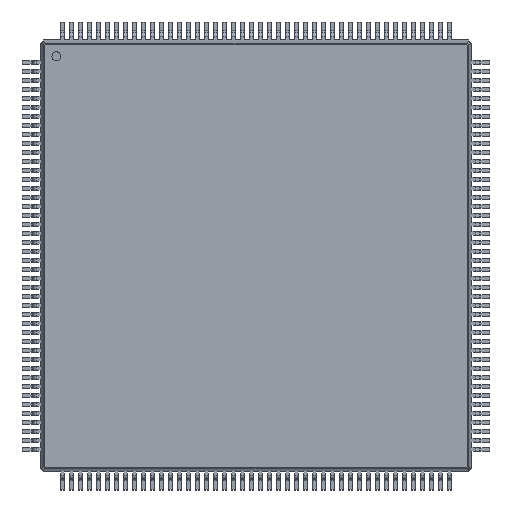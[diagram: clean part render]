
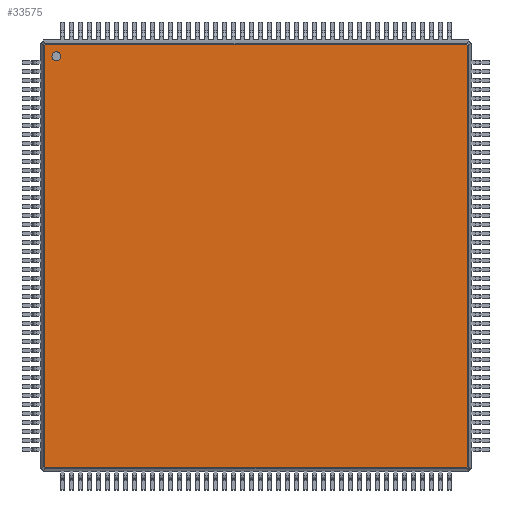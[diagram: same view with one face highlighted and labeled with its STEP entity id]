
A CAD part, top view. The second image highlights one B-rep face of the part: STEP entity #33575.
In plain terms, the highlighted planar face has unit normal (0, 0, 1).
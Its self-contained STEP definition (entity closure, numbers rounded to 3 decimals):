
#16702 = VERTEX_POINT('',#16703);
#16703 = CARTESIAN_POINT('',(-11.702,11.746,1.5));
#16993 = EDGE_CURVE('',#16702,#16994,#16996,.T.);
#16994 = VERTEX_POINT('',#16995);
#16995 = CARTESIAN_POINT('',(11.702,11.746,1.5));
#16996 = B_SPLINE_CURVE_WITH_KNOTS('',2,(#16997,#16998,#16999,#17000,
#17001),.UNSPECIFIED.,.F.,.F.,(3,1,1,3),(-1.188,
-0.04,23.477,24.625),.UNSPECIFIED.);
#16997 = CARTESIAN_POINT('',(-12.906,11.746,1.5));
#16998 = CARTESIAN_POINT('',(-12.333,11.746,1.5));
#16999 = CARTESIAN_POINT('',(0.,11.746,1.5));
#17000 = CARTESIAN_POINT('',(12.333,11.746,1.5));
#17001 = CARTESIAN_POINT('',(12.906,11.746,1.5));
#32932 = EDGE_CURVE('',#16994,#32933,#32935,.T.);
#32933 = VERTEX_POINT('',#32934);
#32934 = CARTESIAN_POINT('',(11.746,11.702,1.5));
#32935 = B_SPLINE_CURVE_WITH_KNOTS('',2,(#32936,#32937,#32938,#32939,
#32940),.UNSPECIFIED.,.F.,.F.,(3,1,1,3),(-0.473,
-0.04,0.137,0.57),.UNSPECIFIED.);
#32936 = CARTESIAN_POINT('',(11.356,12.093,1.5));
#32937 = CARTESIAN_POINT('',(11.509,11.94,1.5));
#32938 = CARTESIAN_POINT('',(11.724,11.724,1.5));
#32939 = CARTESIAN_POINT('',(11.94,11.509,1.5));
#32940 = CARTESIAN_POINT('',(12.093,11.356,1.5));
#33259 = VERTEX_POINT('',#33260);
#33260 = CARTESIAN_POINT('',(-11.746,11.702,1.5));
#33550 = EDGE_CURVE('',#33259,#16702,#33551,.T.);
#33551 = B_SPLINE_CURVE_WITH_KNOTS('',2,(#33552,#33553,#33554,#33555,
#33556),.UNSPECIFIED.,.F.,.F.,(3,1,1,3),(-0.473,
-0.04,0.137,0.57),.UNSPECIFIED.);
#33552 = CARTESIAN_POINT('',(-12.093,11.356,1.5));
#33553 = CARTESIAN_POINT('',(-11.94,11.509,1.5));
#33554 = CARTESIAN_POINT('',(-11.724,11.724,1.5));
#33555 = CARTESIAN_POINT('',(-11.509,11.94,1.5));
#33556 = CARTESIAN_POINT('',(-11.356,12.093,1.5));
#33575 = ADVANCED_FACE('',(#33576,#33629),#33640,.T.);
#33576 = FACE_BOUND('',#33577,.T.);
#33577 = EDGE_LOOP('',(#33578,#33590,#33600,#33608,#33609,#33610,#33611,
#33621));
#33578 = ORIENTED_EDGE('',*,*,#33579,.F.);
#33579 = EDGE_CURVE('',#33580,#33582,#33584,.T.);
#33580 = VERTEX_POINT('',#33581);
#33581 = CARTESIAN_POINT('',(11.702,-11.746,1.5));
#33582 = VERTEX_POINT('',#33583);
#33583 = CARTESIAN_POINT('',(-11.702,-11.746,1.5));
#33584 = B_SPLINE_CURVE_WITH_KNOTS('',2,(#33585,#33586,#33587,#33588,
#33589),.UNSPECIFIED.,.F.,.F.,(3,1,1,3),(-1.188,
-0.04,23.477,24.625),.UNSPECIFIED.);
#33585 = CARTESIAN_POINT('',(12.906,-11.746,1.5));
#33586 = CARTESIAN_POINT('',(12.333,-11.746,1.5));
#33587 = CARTESIAN_POINT('',(0.,-11.746,1.5));
#33588 = CARTESIAN_POINT('',(-12.333,-11.746,1.5));
#33589 = CARTESIAN_POINT('',(-12.906,-11.746,1.5));
#33590 = ORIENTED_EDGE('',*,*,#33591,.F.);
#33591 = EDGE_CURVE('',#33592,#33580,#33594,.T.);
#33592 = VERTEX_POINT('',#33593);
#33593 = CARTESIAN_POINT('',(11.746,-11.702,1.5));
#33594 = B_SPLINE_CURVE_WITH_KNOTS('',2,(#33595,#33596,#33597,#33598,
#33599),.UNSPECIFIED.,.F.,.F.,(3,1,1,3),(-0.473,
-0.04,0.137,0.57),.UNSPECIFIED.);
#33595 = CARTESIAN_POINT('',(12.093,-11.356,1.5));
#33596 = CARTESIAN_POINT('',(11.94,-11.509,1.5));
#33597 = CARTESIAN_POINT('',(11.724,-11.724,1.5));
#33598 = CARTESIAN_POINT('',(11.509,-11.94,1.5));
#33599 = CARTESIAN_POINT('',(11.356,-12.093,1.5));
#33600 = ORIENTED_EDGE('',*,*,#33601,.F.);
#33601 = EDGE_CURVE('',#32933,#33592,#33602,.T.);
#33602 = B_SPLINE_CURVE_WITH_KNOTS('',2,(#33603,#33604,#33605,#33606,
#33607),.UNSPECIFIED.,.F.,.F.,(3,1,1,3),(-1.188,
-0.04,23.477,24.625),.UNSPECIFIED.);
#33603 = CARTESIAN_POINT('',(11.746,12.906,1.5));
#33604 = CARTESIAN_POINT('',(11.746,12.333,1.5));
#33605 = CARTESIAN_POINT('',(11.746,0.,1.5));
#33606 = CARTESIAN_POINT('',(11.746,-12.333,1.5));
#33607 = CARTESIAN_POINT('',(11.746,-12.906,1.5));
#33608 = ORIENTED_EDGE('',*,*,#32932,.F.);
#33609 = ORIENTED_EDGE('',*,*,#16993,.F.);
#33610 = ORIENTED_EDGE('',*,*,#33550,.F.);
#33611 = ORIENTED_EDGE('',*,*,#33612,.F.);
#33612 = EDGE_CURVE('',#33613,#33259,#33615,.T.);
#33613 = VERTEX_POINT('',#33614);
#33614 = CARTESIAN_POINT('',(-11.746,-11.702,1.5));
#33615 = B_SPLINE_CURVE_WITH_KNOTS('',2,(#33616,#33617,#33618,#33619,
#33620),.UNSPECIFIED.,.F.,.F.,(3,1,1,3),(-1.188,
-0.04,23.477,24.625),.UNSPECIFIED.);
#33616 = CARTESIAN_POINT('',(-11.746,-12.906,1.5));
#33617 = CARTESIAN_POINT('',(-11.746,-12.333,1.5));
#33618 = CARTESIAN_POINT('',(-11.746,0.,1.5));
#33619 = CARTESIAN_POINT('',(-11.746,12.333,1.5));
#33620 = CARTESIAN_POINT('',(-11.746,12.906,1.5));
#33621 = ORIENTED_EDGE('',*,*,#33622,.F.);
#33622 = EDGE_CURVE('',#33582,#33613,#33623,.T.);
#33623 = B_SPLINE_CURVE_WITH_KNOTS('',2,(#33624,#33625,#33626,#33627,
#33628),.UNSPECIFIED.,.F.,.F.,(3,1,1,3),(-0.473,
-0.04,0.137,0.57),.UNSPECIFIED.);
#33624 = CARTESIAN_POINT('',(-11.356,-12.093,1.5));
#33625 = CARTESIAN_POINT('',(-11.509,-11.94,1.5));
#33626 = CARTESIAN_POINT('',(-11.724,-11.724,1.5));
#33627 = CARTESIAN_POINT('',(-11.94,-11.509,1.5));
#33628 = CARTESIAN_POINT('',(-12.093,-11.356,1.5));
#33629 = FACE_BOUND('',#33630,.T.);
#33630 = EDGE_LOOP('',(#33631));
#33631 = ORIENTED_EDGE('',*,*,#33632,.F.);
#33632 = EDGE_CURVE('',#33633,#33633,#33635,.T.);
#33633 = VERTEX_POINT('',#33634);
#33634 = CARTESIAN_POINT('',(-11.087,10.837,1.5));
#33635 = CIRCLE('',#33636,0.25);
#33636 = AXIS2_PLACEMENT_3D('',#33637,#33638,#33639);
#33637 = CARTESIAN_POINT('',(-11.087,11.087,1.5));
#33638 = DIRECTION('',(-0.,0.,1.));
#33639 = DIRECTION('',(0.,-1.,0.));
#33640 = PLANE('',#33641);
#33641 = AXIS2_PLACEMENT_3D('',#33642,#33643,#33644);
#33642 = CARTESIAN_POINT('',(-11.718,11.787,1.5));
#33643 = DIRECTION('',(0.,0.,1.));
#33644 = DIRECTION('',(0.705,-0.709,0.));
